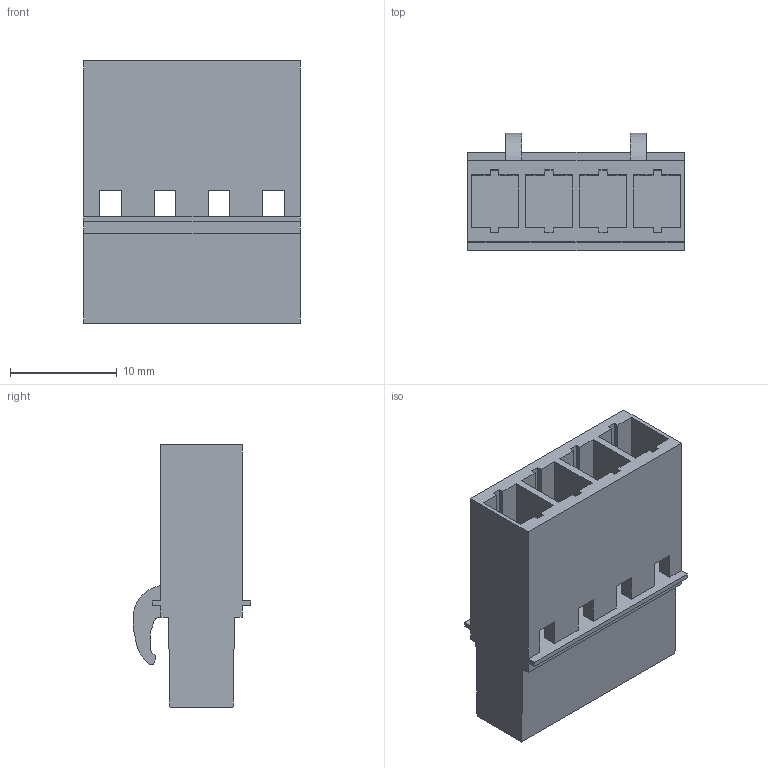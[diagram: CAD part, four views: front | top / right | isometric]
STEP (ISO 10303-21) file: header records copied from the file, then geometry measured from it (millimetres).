
FILE_DESCRIPTION(('CATIA V5 STEP Exchange','CAx-IF Rec.Pracs.--- Model Styling and Organization---1.4--- 2014-01-23'),'2;1');
FILE_NAME ('D1490159_0_1711980000_1711980000.stp','2021-06-18T07:54:25+00:00',('none'),('Weidmueller'),'CATIA Version 5-6 Release 2016 SP3 HF44','CATIA V5 STEP AP214','none');
FILE_SCHEMA(('AUTOMOTIVE_DESIGN { 1 0 10303 214 1 1 1 1 }'));
Length unit declared in the file: millimetre
Products named in the file (1): 1711980000
Bounding box: 20.32 x 11 x 24.55 mm (x, y, z)
Volume: 2116.8 mm3; surface area: 3078.1 mm2
Topology: 1 solids, 1 shells, 151 faces, 458 edges, 302 vertices
Faces by surface type: plane 117, cylinder 26, cone 8
Entity records: 5035 total; most frequent: CARTESIAN_POINT 1011, ORIENTED_EDGE 916, DIRECTION 613, EDGE_CURVE 458, VECTOR 398, LINE 398, VERTEX_POINT 302, EDGE_LOOP 160
